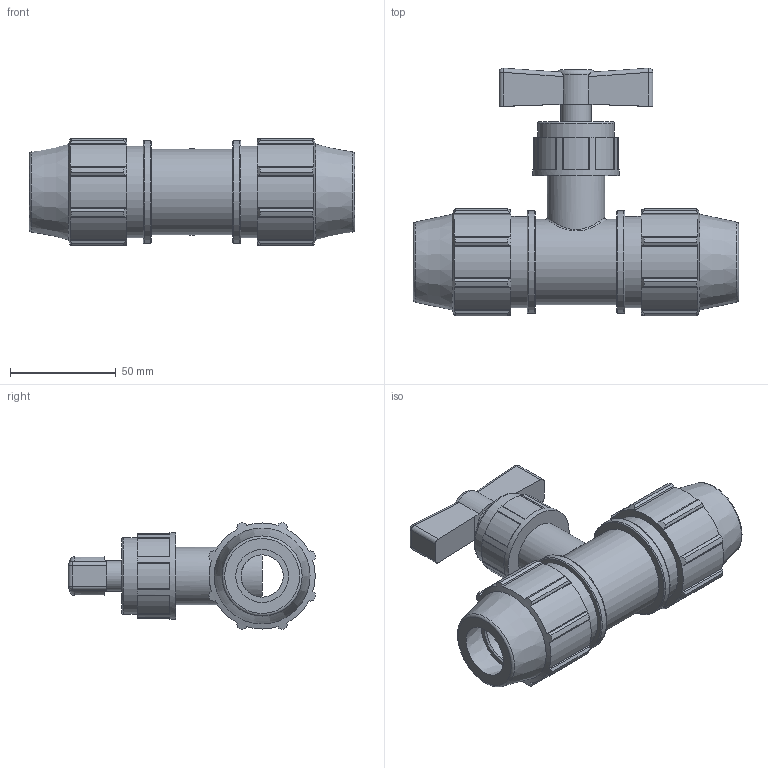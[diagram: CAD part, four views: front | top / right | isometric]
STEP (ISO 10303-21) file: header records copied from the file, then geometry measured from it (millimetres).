
FILE_DESCRIPTION(/* description */ ('PLASSON COMPRESSION STOPTAP 25'),/* implementation_level */ '2;1');
FILE_NAME(/* name */ '03407025.ipt.stp',/* time_stamp */ '2017-06-18T09:19:53+03:00',/* author */ ('KIM'),/* organization */ (''),/* preprocessor_version */ 'ST-DEVELOPER v15.6',/* originating_system */ 'Autodesk Inventor 2015',/* authorisation */ '');
FILE_SCHEMA (('AUTOMOTIVE_DESIGN { 1 0 10303 214 3 1 1 }'));
Length unit declared in the file: millimetre
Products named in the file (1): 03407025
Bounding box: 154 x 117.21 x 50.81 mm (x, y, z)
Volume: 246315.8 mm3; surface area: 51403.5 mm2
Topology: 1 solids, 1 shells, 235 faces, 635 edges, 416 vertices
Faces by surface type: plane 132, cylinder 66, cone 24, torus 8, sphere 4, bspline 1
Full cylindrical faces by diameter (mm): 14.56 x1, 20 x1, 25 x2, 27.3 x1, 36.4 x1, 40.5 x1, 40.95 x1, 43.2 x2, 48.6 x2
Entity records: 7586 total; most frequent: CARTESIAN_POINT 1641, ORIENTED_EDGE 1190, DIRECTION 1162, EDGE_CURVE 595, AXIS2_PLACEMENT_3D 410, VERTEX_POINT 406, LINE 342, VECTOR 342
